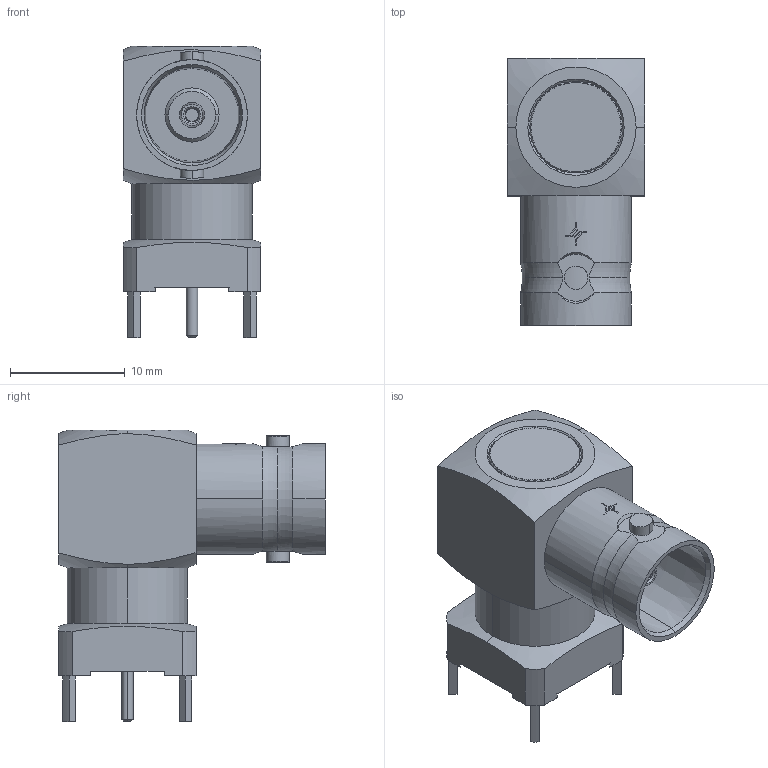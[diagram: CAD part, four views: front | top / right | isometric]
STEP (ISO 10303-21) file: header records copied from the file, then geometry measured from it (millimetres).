
FILE_DESCRIPTION (( 'STEP AP214' ), '1' );
FILE_NAME ('J01003A1949.STEP', '2017-03-17T08:33:52', ( '' ), ( '' ), 'SwSTEP 2.0', 'SolidWorks 2015', '' );
FILE_SCHEMA (( 'AUTOMOTIVE_DESIGN' ));
Length unit declared in the file: millimetre
Products named in the file (1): J01003A1949
Bounding box: 12 x 23.3 x 25.45 mm (x, y, z)
Volume: 3143.6 mm3; surface area: 2160.5 mm2
Topology: 1 solids, 6 shells, 349 faces, 1169 edges, 773 vertices
Faces by surface type: plane 156, cone 112, cylinder 69, torus 12
Entity records: 17405 total; most frequent: CARTESIAN_POINT 3646, ORIENTED_EDGE 2338, DIRECTION 1910, EDGE_CURVE 1169, VERTEX_POINT 773, AXIS2_PLACEMENT_3D 715, VECTOR 480, LINE 480
